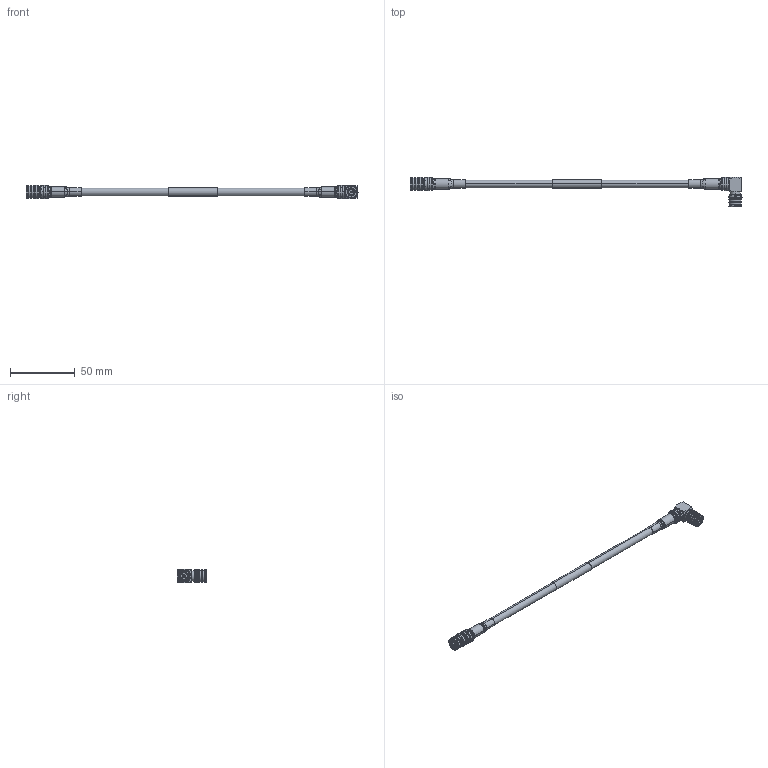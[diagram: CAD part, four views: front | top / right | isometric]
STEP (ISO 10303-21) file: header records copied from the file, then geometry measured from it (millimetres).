
FILE_DESCRIPTION (( 'STEP AP214' ), '1' );
FILE_NAME ('FMCA3294_3D.step', '2023-06-22T15:48:27', ( '' ), ( '' ), 'SwSTEP 2.0', 'SolidWorks 2022', '' );
FILE_SCHEMA (( 'AUTOMOTIVE_DESIGN' ));
Length unit declared in the file: inch
Products named in the file (7): TCOM-240^FMCA3294_with label; EZ-240-QM-RA-X_PE^FMCA3294; EZ-240-QM-X-PE^FMCA3294; HEAT SHRINK^FMCA3294_TNC TO d240 EZ-240-TM-X; FMCA3294_3D; EZ-240-QM-RA-X-LC^EZ-240-QM-RA-X_PE_FMCA3294; Ferrule^EZ-240-QM-RA-X_PE_FMCA3294
Assembly tree (7 placements, depth 3):
  FMCA3294_3D
    TCOM-240^FMCA3294_with label
    EZ-240-QM-X-PE^FMCA3294
    HEAT SHRINK^FMCA3294_TNC TO d240 EZ-240-TM-X  x2
    EZ-240-QM-RA-X_PE^FMCA3294
      EZ-240-QM-RA-X-LC^EZ-240-QM-RA-X_PE_FMCA3294
      Ferrule^EZ-240-QM-RA-X_PE_FMCA3294
Bounding box: 256.25 x 22.82 x 10.5 mm (x, y, z)
Volume: 9809.8 mm3; surface area: 12269.4 mm2
Topology: 7 solids, 7 shells, 1027 faces, 2465 edges, 1463 vertices
Faces by surface type: cylinder 341, bspline 288, cone 209, plane 121, torus 68
Entity records: 38092 total; most frequent: CARTESIAN_POINT 17872, ORIENTED_EDGE 4682, DIRECTION 3656, EDGE_CURVE 2341, AXIS2_PLACEMENT_3D 1457, VERTEX_POINT 1399, EDGE_LOOP 1010, FACE_OUTER_BOUND 965
